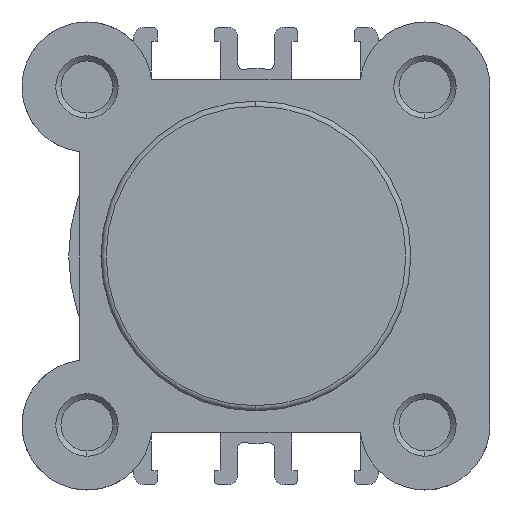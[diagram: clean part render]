
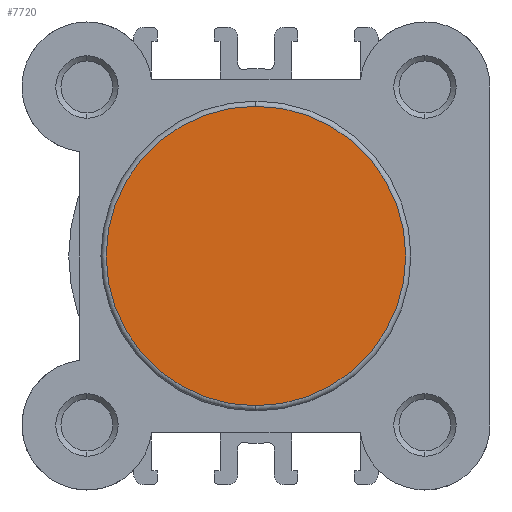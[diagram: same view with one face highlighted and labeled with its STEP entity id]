
A CAD part, left-side view. The second image highlights one B-rep face of the part: STEP entity #7720.
In plain terms, the highlighted planar face has unit normal (-1, 0, 0).
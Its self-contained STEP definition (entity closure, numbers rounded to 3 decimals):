
#1201 = CIRCLE ( 'NONE', #6992, 14.4 ) ;
#1635 = CARTESIAN_POINT ( 'NONE',  ( 0., 0., -14.4 ) ) ;
#1636 = CARTESIAN_POINT ( 'NONE',  ( 0., 0., 14.4 ) ) ;
#2646 = CARTESIAN_POINT ( 'NONE',  ( 0., 0., 0. ) ) ;
#2648 = DIRECTION ( 'NONE',  ( -1., 0., 0. ) ) ;
#2649 = DIRECTION ( 'NONE',  ( 0., 0., 1. ) ) ;
#2812 = CARTESIAN_POINT ( 'NONE',  ( 0., 0., 0. ) ) ;
#2819 = DIRECTION ( 'NONE',  ( -1., 0., 0. ) ) ;
#2820 = DIRECTION ( 'NONE',  ( 0., 0., 1. ) ) ;
#3134 = CIRCLE ( 'NONE', #7029, 14.4 ) ;
#3597 = FACE_OUTER_BOUND ( 'NONE', #4010, .T. ) ;
#4010 = EDGE_LOOP ( 'NONE', ( #4205, #4204 ) ) ;
#4204 = ORIENTED_EDGE ( 'NONE', *, *, #6587, .T. ) ;
#4205 = ORIENTED_EDGE ( 'NONE', *, *, #6512, .T. ) ;
#5002 = VERTEX_POINT ( 'NONE', #1635 ) ;
#5003 = VERTEX_POINT ( 'NONE', #1636 ) ;
#5968 = CARTESIAN_POINT ( 'NONE',  ( 0., -14.9, 0. ) ) ;
#5969 = PLANE ( 'NONE',  #7220 ) ;
#5971 = DIRECTION ( 'NONE',  ( -1., 0., 0. ) ) ;
#5972 = DIRECTION ( 'NONE',  ( 0., 0., 1. ) ) ;
#6512 = EDGE_CURVE ( 'NONE', #5003, #5002, #1201, .T. ) ;
#6587 = EDGE_CURVE ( 'NONE', #5002, #5003, #3134, .T. ) ;
#6992 = AXIS2_PLACEMENT_3D ( 'NONE', #2646, #2648, #2649 ) ;
#7029 = AXIS2_PLACEMENT_3D ( 'NONE', #2812, #2819, #2820 ) ;
#7220 = AXIS2_PLACEMENT_3D ( 'NONE', #5968, #5971, #5972 ) ;
#7720 = ADVANCED_FACE ( 'NONE', ( #3597 ), #5969, .T. ) ;
